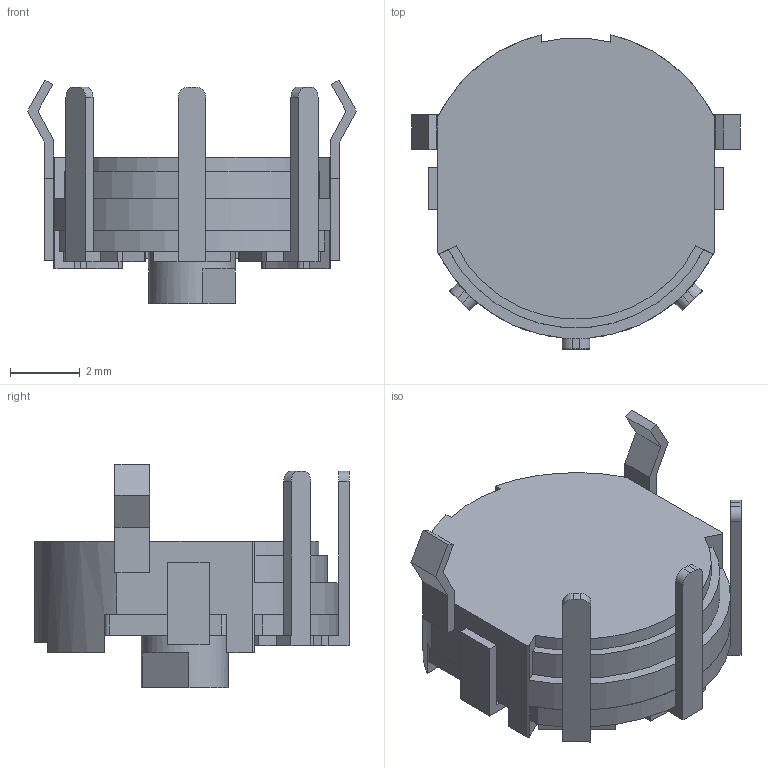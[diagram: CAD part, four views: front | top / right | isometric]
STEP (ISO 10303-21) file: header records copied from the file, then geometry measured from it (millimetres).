
FILE_DESCRIPTION((''),'2;1');
FILE_NAME('PDB08.stp','2018-01-25T14:02:04',('kak13012'),(''),'Autodesk Inventor 2010','Autodesk Inventor 2010','');
FILE_SCHEMA(('AUTOMOTIVE_DESIGN { 1 0 10303 214 1 1 1 1 }'));
Length unit declared in the file: millimetre
Products named in the file (5): 組合1; 端子; 2R60058F; 基板; 1R500032
Assembly tree (4 placements, depth 2):
  組合1
    端子
    2R60058F
    基板
    1R500032
Bounding box: 9.4 x 8.98 x 6.4 mm (x, y, z)
Volume: 133.9 mm3; surface area: 560 mm2
Topology: 6 solids, 6 shells, 246 faces, 676 edges, 446 vertices
Faces by surface type: plane 162, cylinder 66, bspline 17, torus 1
Full cylindrical faces by diameter (mm): 0.8 x3, 0.95 x6, 2.498 x2, 2.5 x2
Entity records: 9033 total; most frequent: CARTESIAN_POINT 2570, ORIENTED_EDGE 1320, DIRECTION 1279, EDGE_CURVE 660, VECTOR 499, LINE 499, VERTEX_POINT 444, AXIS2_PLACEMENT_3D 390
